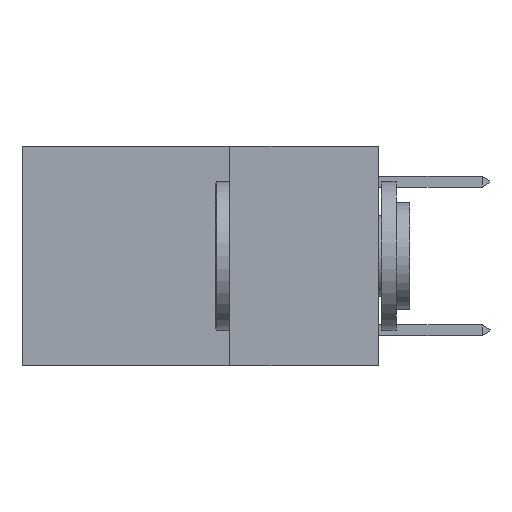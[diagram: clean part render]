
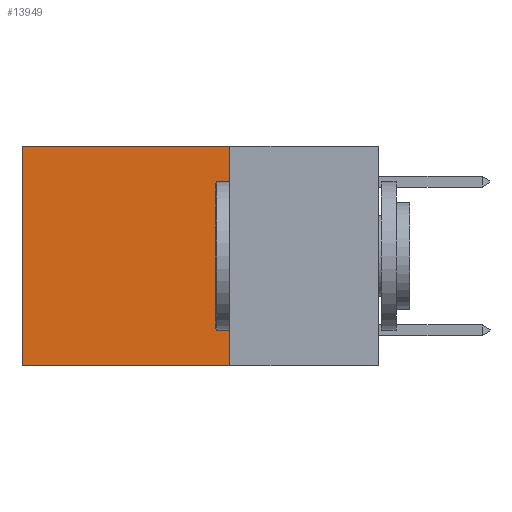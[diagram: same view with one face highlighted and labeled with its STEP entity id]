
A CAD part, left-side view. The second image highlights one B-rep face of the part: STEP entity #13949.
In plain terms, the highlighted planar face has unit normal (-1, 0, 0).
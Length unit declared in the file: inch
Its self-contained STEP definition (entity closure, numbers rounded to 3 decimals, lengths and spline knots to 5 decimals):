
#1051 = DIRECTION ( 'NONE',  ( 0., 0., -1. ) ) ;
#1056 = DIRECTION ( 'NONE',  ( 1., 0., 0. ) ) ;
#1130 = CARTESIAN_POINT ( 'NONE',  ( 0.2625, 0.25, 0. ) ) ;
#1139 = PLANE ( 'NONE',  #8144 ) ;
#1150 = EDGE_CURVE ( 'NONE', #19189, #7878, #22567, .T. ) ;
#1316 = ORIENTED_EDGE ( 'NONE', *, *, #22737, .F. ) ;
#2145 = CARTESIAN_POINT ( 'NONE',  ( 0.2625, 0.6, 0. ) ) ;
#6180 = CARTESIAN_POINT ( 'NONE',  ( 0.2625, 0.25, -0.37 ) ) ;
#6852 = ORIENTED_EDGE ( 'NONE', *, *, #15022, .F. ) ;
#7240 = CARTESIAN_POINT ( 'NONE',  ( 0.2625, 0.6, -0.37 ) ) ;
#7441 = ORIENTED_EDGE ( 'NONE', *, *, #1150, .T. ) ;
#7878 = VERTEX_POINT ( 'NONE', #2145 ) ;
#8144 = AXIS2_PLACEMENT_3D ( 'NONE', #1130, #1056, #1051 ) ;
#10828 = CARTESIAN_POINT ( 'NONE',  ( 0.2625, 0.25, 0. ) ) ;
#10989 = FACE_OUTER_BOUND ( 'NONE', #12748, .T. ) ;
#11514 = DIRECTION ( 'NONE',  ( 0., 1., 0. ) ) ;
#11602 = CARTESIAN_POINT ( 'NONE',  ( 0.2625, 0.25, -0.37 ) ) ;
#12005 = VECTOR ( 'NONE', #14585, 39.37008 ) ;
#12070 = VECTOR ( 'NONE', #12481, 39.37008 ) ;
#12481 = DIRECTION ( 'NONE',  ( 0., 0., -1. ) ) ;
#12677 = CARTESIAN_POINT ( 'NONE',  ( 0.2625, 0.6, 0. ) ) ;
#12748 = EDGE_LOOP ( 'NONE', ( #21690, #6852, #1316, #7441 ) ) ;
#13949 = ADVANCED_FACE ( 'NONE', ( #10989 ), #1139, .F. ) ;
#14097 = LINE ( 'NONE', #15302, #12005 ) ;
#14247 = DIRECTION ( 'NONE',  ( 0., 1., 0. ) ) ;
#14585 = DIRECTION ( 'NONE',  ( 0., 0., -1. ) ) ;
#15022 = EDGE_CURVE ( 'NONE', #21969, #22408, #21210, .T. ) ;
#15302 = CARTESIAN_POINT ( 'NONE',  ( 0.2625, 0.25, 0. ) ) ;
#17033 = CARTESIAN_POINT ( 'NONE',  ( 0.2625, 0.25, 0. ) ) ;
#19189 = VERTEX_POINT ( 'NONE', #10828 ) ;
#21190 = VECTOR ( 'NONE', #11514, 39.37008 ) ;
#21210 = LINE ( 'NONE', #11602, #21190 ) ;
#21690 = ORIENTED_EDGE ( 'NONE', *, *, #22764, .T. ) ;
#21819 = LINE ( 'NONE', #12677, #12070 ) ;
#21969 = VERTEX_POINT ( 'NONE', #6180 ) ;
#22153 = VECTOR ( 'NONE', #14247, 39.37008 ) ;
#22408 = VERTEX_POINT ( 'NONE', #7240 ) ;
#22567 = LINE ( 'NONE', #17033, #22153 ) ;
#22737 = EDGE_CURVE ( 'NONE', #19189, #21969, #14097, .T. ) ;
#22764 = EDGE_CURVE ( 'NONE', #7878, #22408, #21819, .T. ) ;
